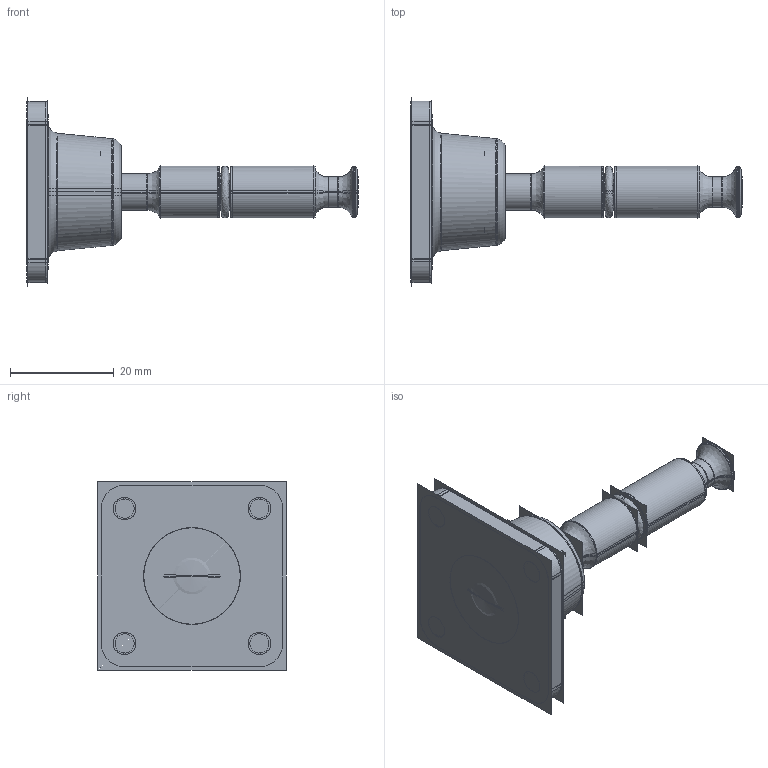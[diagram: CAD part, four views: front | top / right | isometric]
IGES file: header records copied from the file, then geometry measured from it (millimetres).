
Start section:  PTC IGES file: 212886.igs
Global section: file name: 212886.igs; native system: Creo Parametric by PTC Inc.; preprocessor: 2018300; author: pdmadmin; organization: Unknown; date: 20191107.110012; units: millimetre
Bounding box: 64 x 36.4 x 36.4 mm (x, y, z)
Volume: 10277.2 mm3; surface area: 31651.4 mm2
Topology: 3 solids, 3 shells, 250 faces, 1338 edges, 1741 vertices
Faces by surface type: revolution 216, bspline 34
